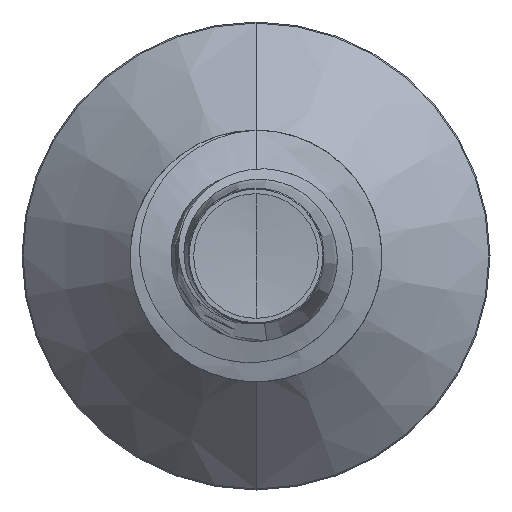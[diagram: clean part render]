
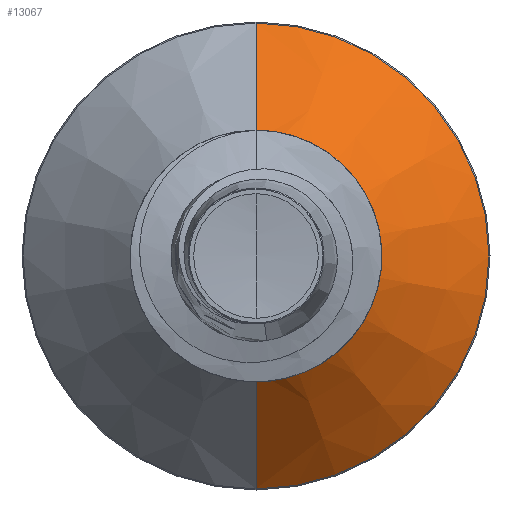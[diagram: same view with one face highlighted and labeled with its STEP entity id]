
A CAD part, front view. The second image highlights one B-rep face of the part: STEP entity #13067.
In plain terms, the highlighted conical face has half-angle 45 degrees and reference radius 2.301 mm.
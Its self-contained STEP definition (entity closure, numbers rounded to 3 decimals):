
#145 = CARTESIAN_POINT ( 'NONE',  ( 0., 26.728, 4.628 ) ) ;
#1112 = VERTEX_POINT ( 'NONE', #5314 ) ;
#1322 = DIRECTION ( 'NONE',  ( 0., 0.707, 0.707 ) ) ;
#1341 = ORIENTED_EDGE ( 'NONE', *, *, #19443, .T. ) ;
#1698 = ORIENTED_EDGE ( 'NONE', *, *, #3718, .T. ) ;
#2321 = CARTESIAN_POINT ( 'NONE',  ( 0., 24.401, 2.301 ) ) ;
#2472 = ORIENTED_EDGE ( 'NONE', *, *, #2851, .F. ) ;
#2656 = ORIENTED_EDGE ( 'NONE', *, *, #3115, .F. ) ;
#2851 = EDGE_CURVE ( 'NONE', #14482, #1112, #6747, .T. ) ;
#2974 = CARTESIAN_POINT ( 'NONE',  ( 0., 24.401, 2.301 ) ) ;
#3115 = EDGE_CURVE ( 'NONE', #11908, #14482, #7676, .T. ) ;
#3366 = DIRECTION ( 'NONE',  ( 0., 1., 0. ) ) ;
#3615 = DIRECTION ( 'NONE',  ( 0., 0., 1. ) ) ;
#3718 = EDGE_CURVE ( 'NONE', #4528, #1112, #21213, .T. ) ;
#3932 = EDGE_LOOP ( 'NONE', ( #1341, #1698, #2472, #2656 ) ) ;
#4093 = CARTESIAN_POINT ( 'NONE',  ( 0., 26.728, 0. ) ) ;
#4226 = FACE_OUTER_BOUND ( 'NONE', #3932, .T. ) ;
#4528 = VERTEX_POINT ( 'NONE', #25396 ) ;
#5314 = CARTESIAN_POINT ( 'NONE',  ( 0., 26.728, -4.628 ) ) ;
#6747 = CIRCLE ( 'NONE', #27952, 4.628 ) ;
#7676 = LINE ( 'NONE', #2321, #18681 ) ;
#10968 = CONICAL_SURFACE ( 'NONE', #26934, 2.301, 0.785 ) ;
#11096 = DIRECTION ( 'NONE',  ( 0., 0.707, -0.707 ) ) ;
#11908 = VERTEX_POINT ( 'NONE', #2974 ) ;
#13067 = ADVANCED_FACE ( 'NONE', ( #4226 ), #10968, .T. ) ;
#14482 = VERTEX_POINT ( 'NONE', #145 ) ;
#16177 = VECTOR ( 'NONE', #11096, 1000. ) ;
#16850 = DIRECTION ( 'NONE',  ( 0., 0., 1. ) ) ;
#17122 = AXIS2_PLACEMENT_3D ( 'NONE', #21101, #21075, #21052 ) ;
#17276 = DIRECTION ( 'NONE',  ( 0., 1., 0. ) ) ;
#18681 = VECTOR ( 'NONE', #1322, 1000. ) ;
#19443 = EDGE_CURVE ( 'NONE', #11908, #4528, #21170, .T. ) ;
#20149 = CARTESIAN_POINT ( 'NONE',  ( 0., 24.401, 0. ) ) ;
#21052 = DIRECTION ( 'NONE',  ( 0., 0., 1. ) ) ;
#21075 = DIRECTION ( 'NONE',  ( 0., 1., 0. ) ) ;
#21101 = CARTESIAN_POINT ( 'NONE',  ( 0., 24.401, 0. ) ) ;
#21170 = CIRCLE ( 'NONE', #17122, 2.301 ) ;
#21213 = LINE ( 'NONE', #26848, #16177 ) ;
#25396 = CARTESIAN_POINT ( 'NONE',  ( 0., 24.401, -2.301 ) ) ;
#26848 = CARTESIAN_POINT ( 'NONE',  ( 0., 24.401, -2.301 ) ) ;
#26934 = AXIS2_PLACEMENT_3D ( 'NONE', #20149, #17276, #16850 ) ;
#27952 = AXIS2_PLACEMENT_3D ( 'NONE', #4093, #3366, #3615 ) ;
